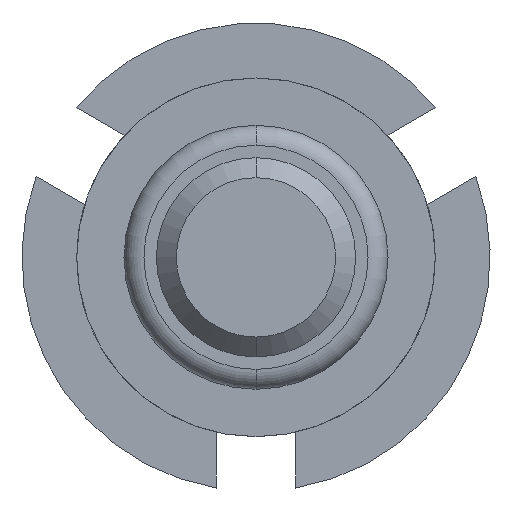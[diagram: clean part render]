
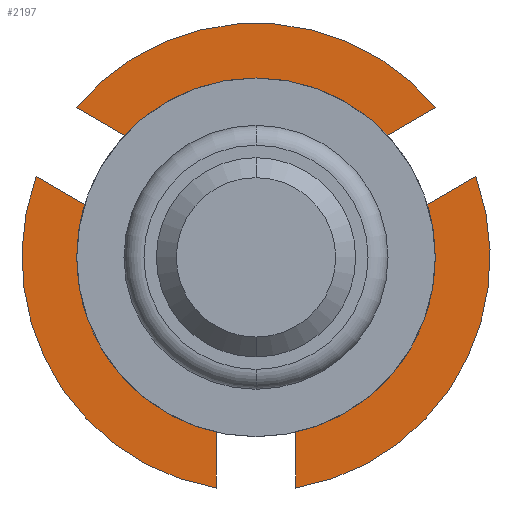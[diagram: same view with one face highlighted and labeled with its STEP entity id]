
A CAD part, front view. The second image highlights one B-rep face of the part: STEP entity #2197.
In plain terms, the highlighted planar face has unit normal (0, -1, 0).
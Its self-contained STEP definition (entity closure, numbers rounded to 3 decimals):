
#5 = CARTESIAN_POINT ( 'NONE',  ( 0., 5.5, 0. ) ) ;
#68 = FACE_OUTER_BOUND ( 'NONE', #1041, .T. ) ;
#96 = VECTOR ( 'NONE', #4769, 1000. ) ;
#151 = DIRECTION ( 'NONE',  ( -0.839, 0., -0.545 ) ) ;
#152 = LINE ( 'NONE', #1268, #4275 ) ;
#186 = ORIENTED_EDGE ( 'NONE', *, *, #2673, .F. ) ;
#215 = CARTESIAN_POINT ( 'NONE',  ( -1.655, 5.5, 0. ) ) ;
#292 = VECTOR ( 'NONE', #1668, 1000. ) ;
#311 = ORIENTED_EDGE ( 'NONE', *, *, #3737, .F. ) ;
#317 = CARTESIAN_POINT ( 'NONE',  ( 1.805, 5.5, 1.504 ) ) ;
#321 = DIRECTION ( 'NONE',  ( 0.839, 0., 0.545 ) ) ;
#357 = EDGE_CURVE ( 'Defeature ausgef�hrt4_19+Defeature ausgef�hrt4_26+Defeature ausgef�hrt4_41+Defeature ausgef�hrt4_40', #3407, #4081, #1326, .T. ) ;
#363 = EDGE_CURVE ( 'Defeature ausgef�hrt4_20+Defeature ausgef�hrt4_26+Defeature ausgef�hrt4_38+Defeature ausgef�hrt4_37', #3395, #1422, #3067, .T. ) ;
#433 = LINE ( 'NONE', #906, #2268 ) ;
#471 = ORIENTED_EDGE ( 'NONE', *, *, #363, .F. ) ;
#607 = AXIS2_PLACEMENT_3D ( 'NONE', #5, #2754, #4741 ) ;
#613 = VERTEX_POINT ( 'NONE', #1951 ) ;
#615 = LINE ( 'NONE', #2756, #2780 ) ;
#666 = CARTESIAN_POINT ( 'NONE',  ( -1.805, 5.5, 1.504 ) ) ;
#689 = EDGE_CURVE ( 'Defeature ausgef�hrt4_29+Defeature ausgef�hrt4_26+Defeature ausgef�hrt4_30+Defeature ausgef�hrt4_28', #3290, #5053, #1450, .T. ) ;
#706 = AXIS2_PLACEMENT_3D ( 'NONE', #903, #1314, #2096 ) ;
#744 = EDGE_CURVE ( 'Defeature ausgef�hrt4_28+Defeature ausgef�hrt4_26+Defeature ausgef�hrt4_29+Defeature ausgef�hrt4_27', #5053, #613, #4821, .T. ) ;
#793 = CIRCLE ( 'NONE', #607, 2.35 ) ;
#862 = VERTEX_POINT ( 'NONE', #1328 ) ;
#903 = CARTESIAN_POINT ( 'NONE',  ( 0., 5.5, 0. ) ) ;
#906 = CARTESIAN_POINT ( 'NONE',  ( 0.2, 5.5, -0.346 ) ) ;
#957 = EDGE_CURVE ( 'Defeature ausgef�hrt4_41+Defeature ausgef�hrt4_26+Defeature ausgef�hrt4_42+Defeature ausgef�hrt4_19', #3186, #3407, #152, .T. ) ;
#995 = ORIENTED_EDGE ( 'NONE', *, *, #1220, .F. ) ;
#1041 = EDGE_LOOP ( 'NONE', ( #2250, #311, #1298, #3192, #186, #995, #2196, #471, #2180, #4580, #2063, #3541 ) ) ;
#1049 = VERTEX_POINT ( 'NONE', #215 ) ;
#1054 = PLANE ( 'NONE',  #2507 ) ;
#1086 = CARTESIAN_POINT ( 'NONE',  ( -1.586, 5.5, 0.454 ) ) ;
#1112 = VECTOR ( 'NONE', #1966, 1000. ) ;
#1113 = DIRECTION ( 'NONE',  ( 0., 0., -1. ) ) ;
#1118 = VERTEX_POINT ( 'NONE', #1086 ) ;
#1220 = EDGE_CURVE ( 'Defeature ausgef�hrt4_36+Defeature ausgef�hrt4_26+Defeature ausgef�hrt4_37+Defeature ausgef�hrt4_35', #3761, #862, #2363, .T. ) ;
#1229 = VERTEX_POINT ( 'NONE', #1446 ) ;
#1260 = CARTESIAN_POINT ( 'NONE',  ( 0., 5.5, 0. ) ) ;
#1268 = CARTESIAN_POINT ( 'NONE',  ( 0.2, 5.5, 0.346 ) ) ;
#1275 = DIRECTION ( 'NONE',  ( 0., 0., -1. ) ) ;
#1298 = ORIENTED_EDGE ( 'NONE', *, *, #2834, .F. ) ;
#1314 = DIRECTION ( 'NONE',  ( 0., 1., 0. ) ) ;
#1319 = CARTESIAN_POINT ( 'NONE',  ( -1.655, 5.5, 0. ) ) ;
#1326 = CIRCLE ( 'NONE', #1672, 2.35 ) ;
#1328 = CARTESIAN_POINT ( 'NONE',  ( -0.4, 5.5, -1.6 ) ) ;
#1422 = VERTEX_POINT ( 'NONE', #2721 ) ;
#1446 = CARTESIAN_POINT ( 'NONE',  ( 1.586, 5.5, 0.454 ) ) ;
#1450 = LINE ( 'NONE', #1520, #2804 ) ;
#1505 = VERTEX_POINT ( 'NONE', #2669 ) ;
#1520 = CARTESIAN_POINT ( 'NONE',  ( 1.655, 5.5, 0. ) ) ;
#1668 = DIRECTION ( 'NONE',  ( 0.5, 0., 0.866 ) ) ;
#1672 = AXIS2_PLACEMENT_3D ( 'NONE', #1260, #4407, #1275 ) ;
#1680 = EDGE_CURVE ( 'Defeature ausgef�hrt4_40+Defeature ausgef�hrt4_26+Defeature ausgef�hrt4_19+Defeature ausgef�hrt4_39', #4081, #2793, #3997, .T. ) ;
#1697 = CARTESIAN_POINT ( 'NONE',  ( 1.655, 5.5, 0. ) ) ;
#1700 = CARTESIAN_POINT ( 'NONE',  ( -1.386, 5.5, 0.8 ) ) ;
#1750 = DIRECTION ( 'NONE',  ( -0.866, 0., -0.5 ) ) ;
#1812 = CARTESIAN_POINT ( 'NONE',  ( -0.2, 5.5, -0.346 ) ) ;
#1951 = CARTESIAN_POINT ( 'NONE',  ( 0., 5.5, 1.075 ) ) ;
#1966 = DIRECTION ( 'NONE',  ( 0.5, 0., -0.866 ) ) ;
#1983 = DIRECTION ( 'NONE',  ( 0., 0., -1. ) ) ;
#1984 = CARTESIAN_POINT ( 'NONE',  ( 0., 5.5, 1.075 ) ) ;
#1994 = VECTOR ( 'NONE', #4229, 1000. ) ;
#2040 = CARTESIAN_POINT ( 'NONE',  ( 0.4, 5.5, 0. ) ) ;
#2055 = DIRECTION ( 'NONE',  ( -0.866, 0., 0.5 ) ) ;
#2063 = ORIENTED_EDGE ( 'NONE', *, *, #1680, .F. ) ;
#2082 = CARTESIAN_POINT ( 'NONE',  ( 0.4, 5.5, -1.6 ) ) ;
#2091 = DIRECTION ( 'NONE',  ( 0., 0., 1. ) ) ;
#2096 = DIRECTION ( 'NONE',  ( 0., 0., -1. ) ) ;
#2124 = LINE ( 'NONE', #1700, #292 ) ;
#2179 = DIRECTION ( 'NONE',  ( 0.839, 0., -0.545 ) ) ;
#2180 = ORIENTED_EDGE ( 'NONE', *, *, #2582, .F. ) ;
#2192 = DIRECTION ( 'NONE',  ( 0.866, 0., -0.5 ) ) ;
#2196 = ORIENTED_EDGE ( 'NONE', *, *, #4457, .F. ) ;
#2197 = ADVANCED_FACE ( 'Defeature ausgef�hrt4_26', ( #68, #3168 ), #1054, .T. ) ;
#2229 = CARTESIAN_POINT ( 'NONE',  ( 0., 5.5, -1.6 ) ) ;
#2250 = ORIENTED_EDGE ( 'NONE', *, *, #957, .F. ) ;
#2267 = CARTESIAN_POINT ( 'NONE',  ( 1.386, 5.5, 0.8 ) ) ;
#2268 = VECTOR ( 'NONE', #3661, 1000. ) ;
#2279 = EDGE_CURVE ( 'Defeature ausgef�hrt4_39+Defeature ausgef�hrt4_26+Defeature ausgef�hrt4_40+Defeature ausgef�hrt4_38', #2793, #1229, #2977, .T. ) ;
#2363 = LINE ( 'NONE', #2229, #1994 ) ;
#2376 = ORIENTED_EDGE ( 'NONE', *, *, #4209, .F. ) ;
#2507 = AXIS2_PLACEMENT_3D ( 'NONE', #4601, #3455, #1113 ) ;
#2528 = ORIENTED_EDGE ( 'NONE', *, *, #3793, .F. ) ;
#2582 = EDGE_CURVE ( 'Defeature ausgef�hrt4_38+Defeature ausgef�hrt4_26+Defeature ausgef�hrt4_39+Defeature ausgef�hrt4_20', #1229, #3395, #433, .T. ) ;
#2669 = CARTESIAN_POINT ( 'NONE',  ( -2.205, 5.5, 0.811 ) ) ;
#2673 = EDGE_CURVE ( 'Defeature ausgef�hrt4_35+Defeature ausgef�hrt4_26+Defeature ausgef�hrt4_36+Defeature ausgef�hrt4_34', #862, #3714, #615, .T. ) ;
#2721 = CARTESIAN_POINT ( 'NONE',  ( 0.4, 5.5, -2.316 ) ) ;
#2731 = VECTOR ( 'NONE', #2091, 1000. ) ;
#2754 = DIRECTION ( 'NONE',  ( 0., 1., 0. ) ) ;
#2756 = CARTESIAN_POINT ( 'NONE',  ( -0.4, 5.5, 0. ) ) ;
#2780 = VECTOR ( 'NONE', #1983, 1000. ) ;
#2793 = VERTEX_POINT ( 'NONE', #2899 ) ;
#2804 = VECTOR ( 'NONE', #321, 1000. ) ;
#2834 = EDGE_CURVE ( 'Defeature ausgef�hrt4_43+Defeature ausgef�hrt4_26+Defeature ausgef�hrt4_34+Defeature ausgef�hrt4_42', #1505, #1118, #3490, .T. ) ;
#2882 = LINE ( 'NONE', #1319, #4606 ) ;
#2899 = CARTESIAN_POINT ( 'NONE',  ( 1.186, 5.5, 1.146 ) ) ;
#2977 = LINE ( 'NONE', #2267, #1112 ) ;
#2987 = CARTESIAN_POINT ( 'NONE',  ( 2.205, 5.5, 0.811 ) ) ;
#3067 = CIRCLE ( 'NONE', #706, 2.35 ) ;
#3125 = VECTOR ( 'NONE', #2179, 1000. ) ;
#3168 = FACE_BOUND ( 'NONE', #3934, .T. ) ;
#3186 = VERTEX_POINT ( 'NONE', #5035 ) ;
#3192 = ORIENTED_EDGE ( 'NONE', *, *, #3669, .F. ) ;
#3290 = VERTEX_POINT ( 'NONE', #3656 ) ;
#3395 = VERTEX_POINT ( 'NONE', #2987 ) ;
#3407 = VERTEX_POINT ( 'NONE', #666 ) ;
#3455 = DIRECTION ( 'NONE',  ( 0., -1., 0. ) ) ;
#3490 = LINE ( 'NONE', #1812, #4132 ) ;
#3541 = ORIENTED_EDGE ( 'NONE', *, *, #357, .F. ) ;
#3656 = CARTESIAN_POINT ( 'NONE',  ( 0., 5.5, -1.075 ) ) ;
#3661 = DIRECTION ( 'NONE',  ( 0.866, 0., 0.5 ) ) ;
#3669 = EDGE_CURVE ( 'Defeature ausgef�hrt4_34+Defeature ausgef�hrt4_26+Defeature ausgef�hrt4_35+Defeature ausgef�hrt4_43', #3714, #1505, #793, .T. ) ;
#3714 = VERTEX_POINT ( 'NONE', #4007 ) ;
#3732 = CARTESIAN_POINT ( 'NONE',  ( -0.2, 5.5, 0.346 ) ) ;
#3737 = EDGE_CURVE ( 'Defeature ausgef�hrt4_42+Defeature ausgef�hrt4_26+Defeature ausgef�hrt4_43+Defeature ausgef�hrt4_41', #1118, #3186, #2124, .T. ) ;
#3761 = VERTEX_POINT ( 'NONE', #2082 ) ;
#3793 = EDGE_CURVE ( 'Defeature ausgef�hrt4_27+Defeature ausgef�hrt4_26+Defeature ausgef�hrt4_28+Defeature ausgef�hrt4_30', #613, #1049, #2882, .T. ) ;
#3934 = EDGE_LOOP ( 'NONE', ( #4320, #4252, #2376, #2528 ) ) ;
#3997 = LINE ( 'NONE', #3732, #4905 ) ;
#4007 = CARTESIAN_POINT ( 'NONE',  ( -0.4, 5.5, -2.316 ) ) ;
#4034 = LINE ( 'NONE', #4507, #3125 ) ;
#4081 = VERTEX_POINT ( 'NONE', #317 ) ;
#4132 = VECTOR ( 'NONE', #2192, 1000. ) ;
#4209 = EDGE_CURVE ( 'Defeature ausgef�hrt4_30+Defeature ausgef�hrt4_26+Defeature ausgef�hrt4_27+Defeature ausgef�hrt4_29', #1049, #3290, #4034, .T. ) ;
#4229 = DIRECTION ( 'NONE',  ( -1., 0., 0. ) ) ;
#4252 = ORIENTED_EDGE ( 'NONE', *, *, #689, .F. ) ;
#4275 = VECTOR ( 'NONE', #2055, 1000. ) ;
#4320 = ORIENTED_EDGE ( 'NONE', *, *, #744, .F. ) ;
#4407 = DIRECTION ( 'NONE',  ( 0., 1., 0. ) ) ;
#4457 = EDGE_CURVE ( 'Defeature ausgef�hrt4_37+Defeature ausgef�hrt4_26+Defeature ausgef�hrt4_20+Defeature ausgef�hrt4_36', #1422, #3761, #4941, .T. ) ;
#4507 = CARTESIAN_POINT ( 'NONE',  ( 0., 5.5, -1.075 ) ) ;
#4580 = ORIENTED_EDGE ( 'NONE', *, *, #2279, .F. ) ;
#4601 = CARTESIAN_POINT ( 'NONE',  ( 0., 5.5, 0. ) ) ;
#4606 = VECTOR ( 'NONE', #151, 1000. ) ;
#4741 = DIRECTION ( 'NONE',  ( 0., 0., -1. ) ) ;
#4769 = DIRECTION ( 'NONE',  ( -0.839, 0., 0.545 ) ) ;
#4821 = LINE ( 'NONE', #1984, #96 ) ;
#4905 = VECTOR ( 'NONE', #1750, 1000. ) ;
#4941 = LINE ( 'NONE', #2040, #2731 ) ;
#5035 = CARTESIAN_POINT ( 'NONE',  ( -1.186, 5.5, 1.146 ) ) ;
#5053 = VERTEX_POINT ( 'NONE', #1697 ) ;
